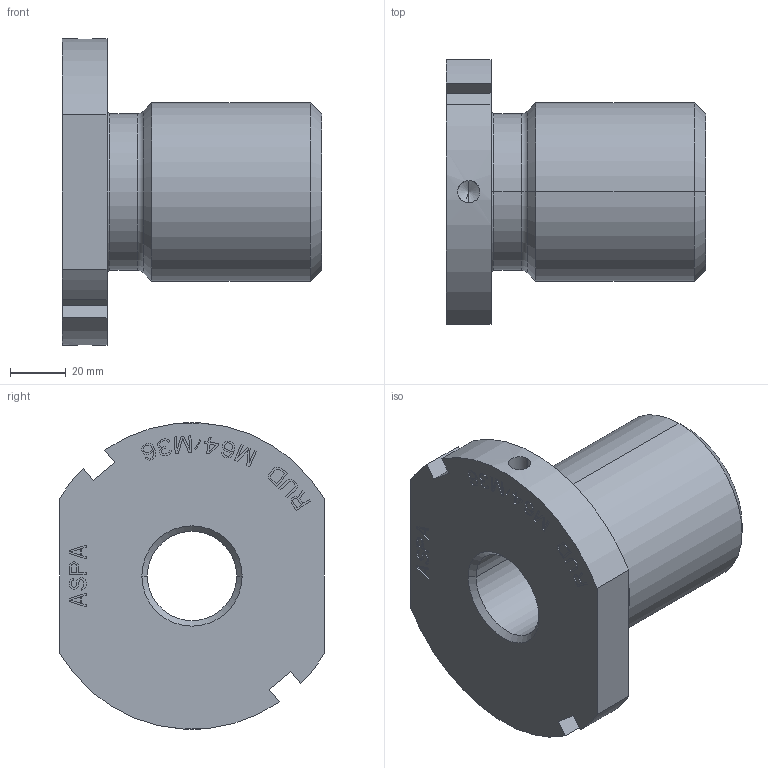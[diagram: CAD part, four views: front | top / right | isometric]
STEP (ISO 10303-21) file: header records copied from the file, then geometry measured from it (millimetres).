
FILE_DESCRIPTION((''),'2;1');
FILE_NAME('001-M32236-P-9','2014-06-04T',('Andreas.Wendler'),(''),'PRO/ENGINEER BY PARAMETRIC TECHNOLOGY CORPORATION, 2010140','PRO/ENGINEER BY PARAMETRIC TECHNOLOGY CORPORATION, 2010140','');
FILE_SCHEMA(('CONFIG_CONTROL_DESIGN'));
Length unit declared in the file: millimetre
Products named in the file (1): 001-M32236-P-9
Bounding box: 93 x 95 x 110 mm (x, y, z)
Volume: 299878.6 mm3; surface area: 47543.4 mm2
Topology: 1 solids, 1 shells, 462 faces, 1297 edges, 858 vertices
Faces by surface type: plane 432, cylinder 14, cone 12, torus 4
Entity records: 14645 total; most frequent: CARTESIAN_POINT 2661, ORIENTED_EDGE 2586, DIRECTION 2255, EDGE_CURVE 1293, VECTOR 1247, LINE 1247, VERTEX_POINT 858, AXIS2_PLACEMENT_3D 504
